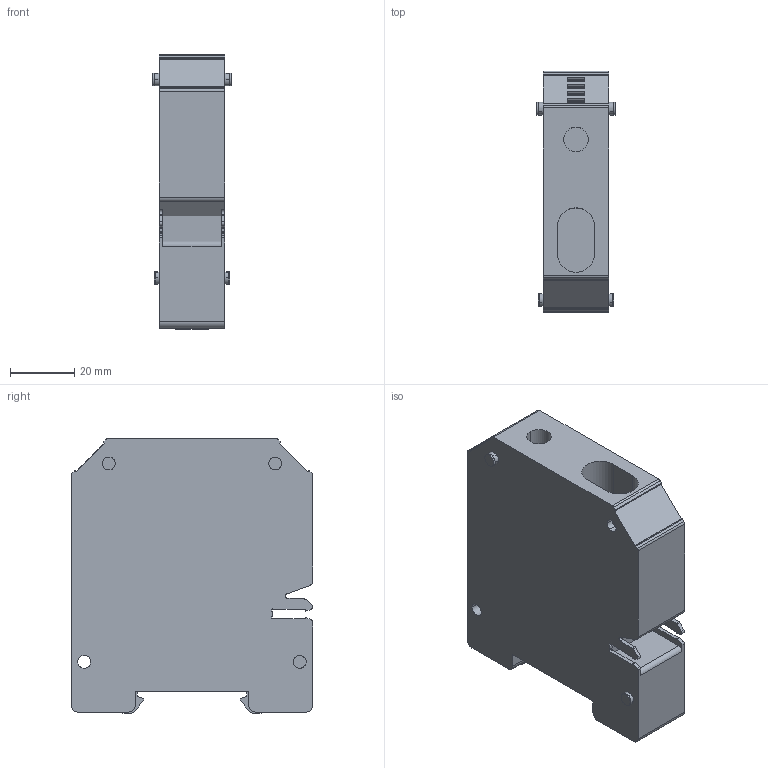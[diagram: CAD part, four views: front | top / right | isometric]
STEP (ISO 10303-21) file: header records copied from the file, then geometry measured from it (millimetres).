
FILE_DESCRIPTION(('CATIA V5R22 STEP214','CAx-IF Rec.Pracs.--- Model Styling and Organization---1.4--- 2014-01-23'),'2;1');
FILE_NAME ('D1464999_0', '2020-05-27T07:43:15+00:00', ('Weidmueller Interface'), ('Weidmueller'), 'CATIA Version 5-6 Release 2016 SP3 HF44', 'CATIA V5 STEP AP214', 'none');
FILE_SCHEMA(('AUTOMOTIVE_DESIGN { 1 0 10303 214 1 1 1 1 }'));
Length unit declared in the file: millimetre
Products named in the file (1): WNT 70N/35
Bounding box: 24.4 x 75 x 85.44 mm (x, y, z)
Volume: 107471.2 mm3; surface area: 22756.7 mm2
Topology: 3 solids, 3 shells, 245 faces, 674 edges, 448 vertices
Faces by surface type: plane 155, cylinder 90
Entity records: 7237 total; most frequent: ORIENTED_EDGE 1348, CARTESIAN_POINT 1286, DIRECTION 1000, EDGE_CURVE 674, VECTOR 498, LINE 498, VERTEX_POINT 448, AXIS2_PLACEMENT_3D 340
